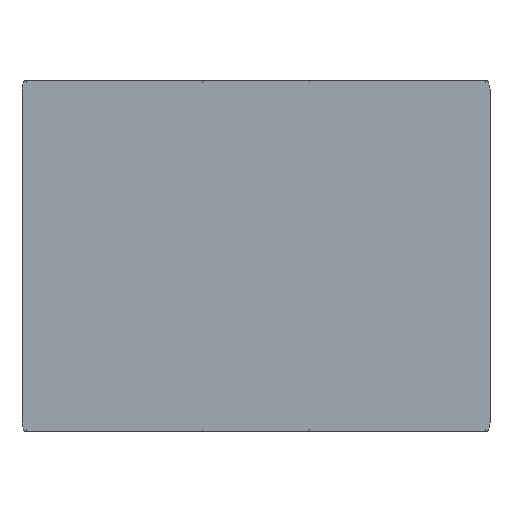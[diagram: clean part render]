
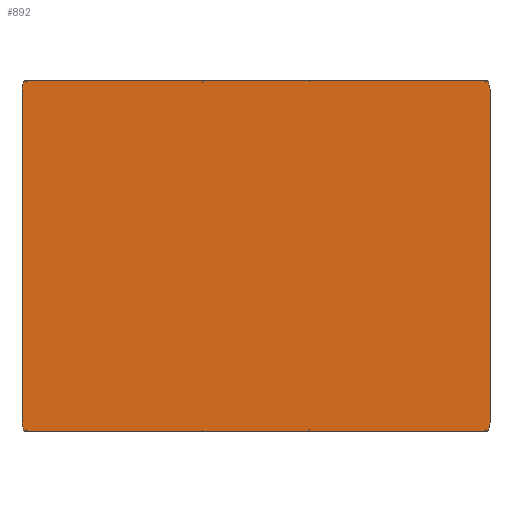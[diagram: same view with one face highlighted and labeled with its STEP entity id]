
A CAD part, front view. The second image highlights one B-rep face of the part: STEP entity #892.
In plain terms, the highlighted planar face has unit normal (0, -1, 0).
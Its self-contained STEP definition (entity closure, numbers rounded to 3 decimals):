
#23=B_SPLINE_CURVE_WITH_KNOTS('',3,(#1414,#1415,#1416,#1417,#1418,#1419,
#1420,#1421,#1422,#1423,#1424,#1425),.UNSPECIFIED.,.F.,.F.,(4,2,2,2,2,4),
(0.47,0.477,0.485,0.506,
0.539,0.586),.UNSPECIFIED.);
#24=B_SPLINE_CURVE_WITH_KNOTS('',3,(#1429,#1430,#1431,#1432,#1433,#1434,
#1435,#1436,#1437,#1438,#1439,#1440),.UNSPECIFIED.,.F.,.F.,(4,2,2,2,2,4),
(0.354,0.401,0.434,0.456,
0.463,0.47),.UNSPECIFIED.);
#31=B_SPLINE_CURVE_WITH_KNOTS('',3,(#1615,#1616,#1617,#1618,#1619,#1620,
#1621,#1622,#1623,#1624,#1625,#1626),.UNSPECIFIED.,.F.,.F.,(4,2,2,2,2,4),
(0.354,0.401,0.434,0.456,
0.463,0.47),.UNSPECIFIED.);
#32=B_SPLINE_CURVE_WITH_KNOTS('',3,(#1630,#1631,#1632,#1633,#1634,#1635,
#1636,#1637,#1638,#1639,#1640,#1641),.UNSPECIFIED.,.F.,.F.,(4,2,2,2,2,4),
(0.47,0.477,0.485,0.506,
0.539,0.586),.UNSPECIFIED.);
#85=PLANE('',#1001);
#112=FACE_OUTER_BOUND('',#170,.T.);
#170=EDGE_LOOP('',(#680,#681,#682,#683,#684,#685,#686,#687,#688,#689,#690,
#691));
#221=LINE('',#1443,#273);
#234=LINE('',#1644,#286);
#235=LINE('',#1646,#287);
#236=LINE('',#1647,#288);
#237=LINE('',#1648,#289);
#238=LINE('',#1650,#290);
#239=LINE('',#1651,#291);
#240=LINE('',#1652,#292);
#273=VECTOR('',#1138,10.);
#286=VECTOR('',#1187,10.);
#287=VECTOR('',#1188,10.);
#288=VECTOR('',#1189,10.);
#289=VECTOR('',#1190,10.);
#290=VECTOR('',#1191,10.);
#291=VECTOR('',#1192,10.);
#292=VECTOR('',#1193,10.);
#397=VERTEX_POINT('',#1412);
#398=VERTEX_POINT('',#1413);
#399=VERTEX_POINT('',#1426);
#400=VERTEX_POINT('',#1428);
#402=VERTEX_POINT('',#1475);
#408=VERTEX_POINT('',#1531);
#424=VERTEX_POINT('',#1613);
#425=VERTEX_POINT('',#1614);
#426=VERTEX_POINT('',#1627);
#427=VERTEX_POINT('',#1629);
#428=VERTEX_POINT('',#1645);
#429=VERTEX_POINT('',#1649);
#487=EDGE_CURVE('',#397,#398,#23,.T.);
#489=EDGE_CURVE('',#399,#400,#24,.T.);
#491=EDGE_CURVE('',#398,#399,#221,.T.);
#520=EDGE_CURVE('',#424,#425,#31,.T.);
#522=EDGE_CURVE('',#426,#427,#32,.T.);
#524=EDGE_CURVE('',#408,#397,#234,.T.);
#525=EDGE_CURVE('',#428,#408,#235,.T.);
#526=EDGE_CURVE('',#425,#428,#236,.T.);
#527=EDGE_CURVE('',#424,#427,#237,.T.);
#528=EDGE_CURVE('',#429,#426,#238,.T.);
#529=EDGE_CURVE('',#429,#402,#239,.T.);
#530=EDGE_CURVE('',#402,#400,#240,.T.);
#680=ORIENTED_EDGE('',*,*,#489,.F.);
#681=ORIENTED_EDGE('',*,*,#491,.F.);
#682=ORIENTED_EDGE('',*,*,#487,.F.);
#683=ORIENTED_EDGE('',*,*,#524,.F.);
#684=ORIENTED_EDGE('',*,*,#525,.F.);
#685=ORIENTED_EDGE('',*,*,#526,.F.);
#686=ORIENTED_EDGE('',*,*,#520,.F.);
#687=ORIENTED_EDGE('',*,*,#527,.T.);
#688=ORIENTED_EDGE('',*,*,#522,.F.);
#689=ORIENTED_EDGE('',*,*,#528,.F.);
#690=ORIENTED_EDGE('',*,*,#529,.T.);
#691=ORIENTED_EDGE('',*,*,#530,.T.);
#892=ADVANCED_FACE('',(#112),#85,.T.);
#1001=AXIS2_PLACEMENT_3D('',#1643,#1185,#1186);
#1138=DIRECTION('',(0.,0.,-1.));
#1185=DIRECTION('center_axis',(0.,-1.,0.));
#1186=DIRECTION('ref_axis',(0.,0.,-1.));
#1187=DIRECTION('',(1.,0.,0.));
#1188=DIRECTION('',(1.,0.,0.));
#1189=DIRECTION('',(1.,0.,0.));
#1190=DIRECTION('',(0.,0.,-1.));
#1191=DIRECTION('',(-1.,0.,0.));
#1192=DIRECTION('',(1.,0.,0.));
#1193=DIRECTION('',(1.,0.,0.));
#1412=CARTESIAN_POINT('',(32.7,0.,0.));
#1413=CARTESIAN_POINT('',(33.2,0.,-1.02));
#1414=CARTESIAN_POINT('Ctrl Pts',(32.7,0.,0.));
#1415=CARTESIAN_POINT('Ctrl Pts',(32.723,0.,
0.));
#1416=CARTESIAN_POINT('Ctrl Pts',(32.75,0.,
-0.004));
#1417=CARTESIAN_POINT('Ctrl Pts',(32.796,0.,-0.017));
#1418=CARTESIAN_POINT('Ctrl Pts',(32.824,0.,
-0.03));
#1419=CARTESIAN_POINT('Ctrl Pts',(32.907,0.,
-0.081));
#1420=CARTESIAN_POINT('Ctrl Pts',(32.964,0.,
-0.145));
#1421=CARTESIAN_POINT('Ctrl Pts',(33.063,0.,
-0.297));
#1422=CARTESIAN_POINT('Ctrl Pts',(33.111,0.,
-0.42));
#1423=CARTESIAN_POINT('Ctrl Pts',(33.179,0.,
-0.677));
#1424=CARTESIAN_POINT('Ctrl Pts',(33.2,0.,-0.863));
#1425=CARTESIAN_POINT('Ctrl Pts',(33.2,0.,-1.02));
#1426=CARTESIAN_POINT('',(33.2,0.,-38.98));
#1428=CARTESIAN_POINT('',(32.7,0.,-40.));
#1429=CARTESIAN_POINT('Ctrl Pts',(33.2,0.,-38.98));
#1430=CARTESIAN_POINT('Ctrl Pts',(33.2,0.,-39.137));
#1431=CARTESIAN_POINT('Ctrl Pts',(33.179,0.,
-39.323));
#1432=CARTESIAN_POINT('Ctrl Pts',(33.111,0.,
-39.58));
#1433=CARTESIAN_POINT('Ctrl Pts',(33.063,0.,
-39.703));
#1434=CARTESIAN_POINT('Ctrl Pts',(32.964,0.,
-39.855));
#1435=CARTESIAN_POINT('Ctrl Pts',(32.907,0.,
-39.919));
#1436=CARTESIAN_POINT('Ctrl Pts',(32.824,0.,
-39.97));
#1437=CARTESIAN_POINT('Ctrl Pts',(32.796,0.,
-39.983));
#1438=CARTESIAN_POINT('Ctrl Pts',(32.75,0.,
-39.996));
#1439=CARTESIAN_POINT('Ctrl Pts',(32.723,0.,
-40.));
#1440=CARTESIAN_POINT('Ctrl Pts',(32.7,0.,-40.));
#1443=CARTESIAN_POINT('',(33.2,0.,0.));
#1475=CARTESIAN_POINT('',(12.29,0.,-40.));
#1531=CARTESIAN_POINT('',(12.29,0.,0.));
#1613=CARTESIAN_POINT('',(-20.,0.,-1.02));
#1614=CARTESIAN_POINT('',(-19.5,0.,0.));
#1615=CARTESIAN_POINT('Ctrl Pts',(-20.,0.,-1.02));
#1616=CARTESIAN_POINT('Ctrl Pts',(-20.,0.,-0.863));
#1617=CARTESIAN_POINT('Ctrl Pts',(-19.979,0.,
-0.677));
#1618=CARTESIAN_POINT('Ctrl Pts',(-19.911,0.,
-0.42));
#1619=CARTESIAN_POINT('Ctrl Pts',(-19.863,0.,
-0.297));
#1620=CARTESIAN_POINT('Ctrl Pts',(-19.764,0.,
-0.145));
#1621=CARTESIAN_POINT('Ctrl Pts',(-19.707,0.,
-0.081));
#1622=CARTESIAN_POINT('Ctrl Pts',(-19.624,0.,
-0.03));
#1623=CARTESIAN_POINT('Ctrl Pts',(-19.596,0.,-0.017));
#1624=CARTESIAN_POINT('Ctrl Pts',(-19.55,0.,
-0.004));
#1625=CARTESIAN_POINT('Ctrl Pts',(-19.523,0.,
0.));
#1626=CARTESIAN_POINT('Ctrl Pts',(-19.5,0.,0.));
#1627=CARTESIAN_POINT('',(-19.5,0.,-40.));
#1629=CARTESIAN_POINT('',(-20.,0.,-38.98));
#1630=CARTESIAN_POINT('Ctrl Pts',(-19.5,0.,-40.));
#1631=CARTESIAN_POINT('Ctrl Pts',(-19.523,0.,
-40.));
#1632=CARTESIAN_POINT('Ctrl Pts',(-19.55,0.,
-39.996));
#1633=CARTESIAN_POINT('Ctrl Pts',(-19.596,0.,
-39.983));
#1634=CARTESIAN_POINT('Ctrl Pts',(-19.624,0.,
-39.97));
#1635=CARTESIAN_POINT('Ctrl Pts',(-19.707,0.,
-39.919));
#1636=CARTESIAN_POINT('Ctrl Pts',(-19.764,0.,
-39.855));
#1637=CARTESIAN_POINT('Ctrl Pts',(-19.863,0.,
-39.703));
#1638=CARTESIAN_POINT('Ctrl Pts',(-19.911,0.,
-39.58));
#1639=CARTESIAN_POINT('Ctrl Pts',(-19.979,0.,
-39.323));
#1640=CARTESIAN_POINT('Ctrl Pts',(-20.,0.,-39.137));
#1641=CARTESIAN_POINT('Ctrl Pts',(-20.,0.,-38.98));
#1643=CARTESIAN_POINT('Origin',(0.,0.,0.));
#1644=CARTESIAN_POINT('',(0.,0.,0.));
#1645=CARTESIAN_POINT('',(0.91,0.,0.));
#1646=CARTESIAN_POINT('',(0.,0.,0.));
#1647=CARTESIAN_POINT('',(0.,0.,0.));
#1648=CARTESIAN_POINT('',(-20.,0.,0.));
#1649=CARTESIAN_POINT('',(0.91,0.,-40.));
#1650=CARTESIAN_POINT('',(0.,0.,-40.));
#1651=CARTESIAN_POINT('',(0.,0.,-40.));
#1652=CARTESIAN_POINT('',(0.,0.,-40.));
